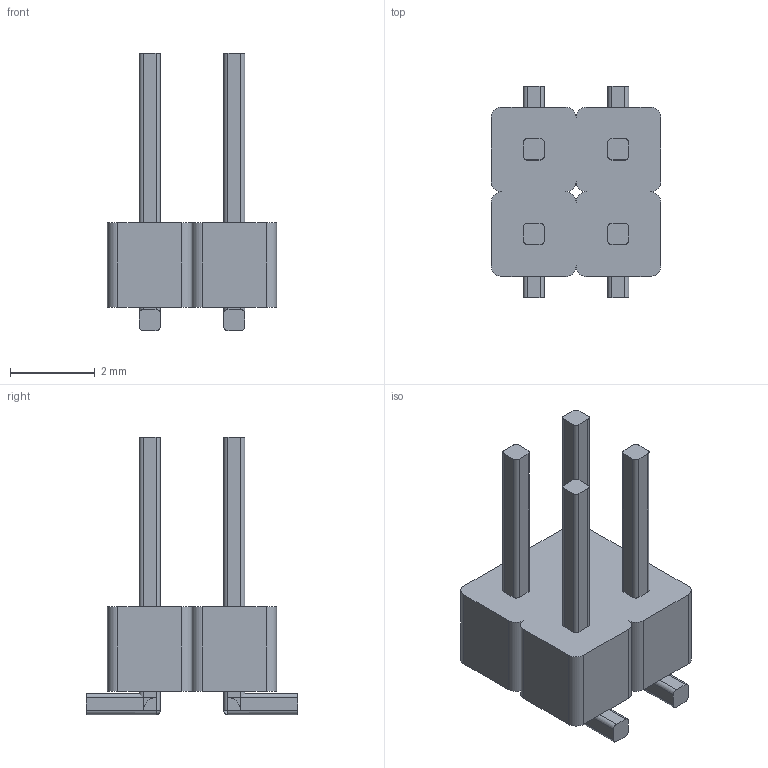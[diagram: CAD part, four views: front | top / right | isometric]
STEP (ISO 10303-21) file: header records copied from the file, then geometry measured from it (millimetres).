
FILE_DESCRIPTION (( 'STEP AP214' ), '1' );
FILE_NAME ('DOP4-2.0.STEP', '2013-01-30T03:59:26', ( 'User' ), ( 'Microsoft' ), 'SwSTEP 2.0', 'SolidWorks 2011', '' );
FILE_SCHEMA (( 'AUTOMOTIVE_DESIGN' ));
Length unit declared in the file: millimetre
Products named in the file (1): DOP4-2.0
Bounding box: 4 x 5 x 6.55 mm (x, y, z)
Volume: 37.2 mm3; surface area: 115.1 mm2
Topology: 1 solids, 1 shells, 162 faces, 398 edges, 234 vertices
Faces by surface type: plane 74, cylinder 72, torus 16
Entity records: 5016 total; most frequent: DIRECTION 870, CARTESIAN_POINT 829, ORIENTED_EDGE 788, EDGE_CURVE 394, AXIS2_PLACEMENT_3D 319, VERTEX_POINT 242, VECTOR 232, LINE 232
